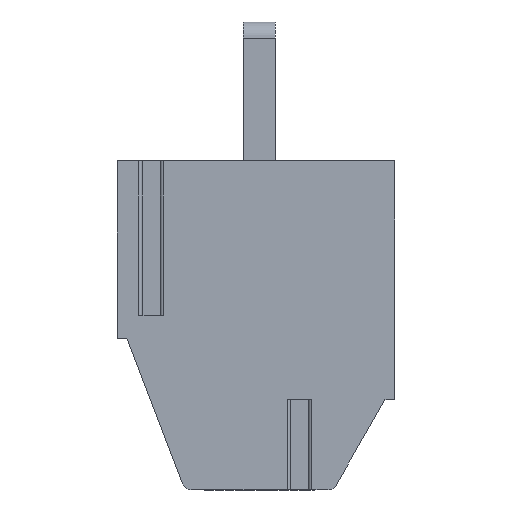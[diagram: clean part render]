
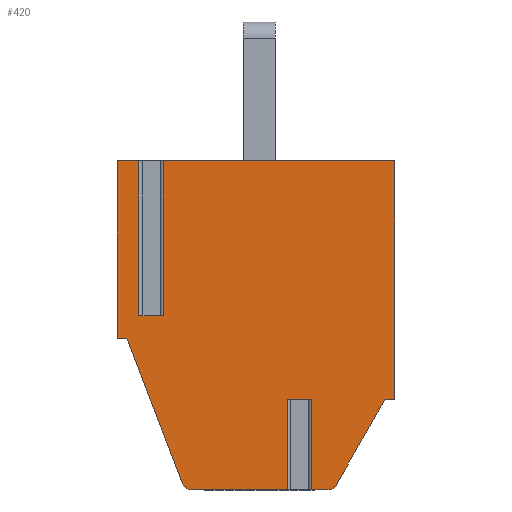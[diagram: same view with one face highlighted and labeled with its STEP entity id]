
A CAD part, front view. The second image highlights one B-rep face of the part: STEP entity #420.
In plain terms, the highlighted planar face has unit normal (0, -1, 0).
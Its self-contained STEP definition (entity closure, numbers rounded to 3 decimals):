
#420 = ADVANCED_FACE( '', ( #985 ), #986, .F. );
#985 = FACE_OUTER_BOUND( '', #1694, .T. );
#986 = PLANE( '', #1695 );
#1694 = EDGE_LOOP( '', ( #2906, #2907, #2908, #2909, #2910, #2911, #2912, #2913, #2914, #2915, #2916, #2917, #2918, #2919, #2920, #2921, #2922, #2923 ) );
#1695 = AXIS2_PLACEMENT_3D( '', #2924, #2925, #2926 );
#2906 = ORIENTED_EDGE( '', *, *, #4633, .T. );
#2907 = ORIENTED_EDGE( '', *, *, #4634, .F. );
#2908 = ORIENTED_EDGE( '', *, *, #4295, .F. );
#2909 = ORIENTED_EDGE( '', *, *, #4635, .F. );
#2910 = ORIENTED_EDGE( '', *, *, #4636, .F. );
#2911 = ORIENTED_EDGE( '', *, *, #4464, .F. );
#2912 = ORIENTED_EDGE( '', *, *, #4274, .T. );
#2913 = ORIENTED_EDGE( '', *, *, #4621, .F. );
#2914 = ORIENTED_EDGE( '', *, *, #4637, .F. );
#2915 = ORIENTED_EDGE( '', *, *, #4364, .T. );
#2916 = ORIENTED_EDGE( '', *, *, #4638, .F. );
#2917 = ORIENTED_EDGE( '', *, *, #4613, .F. );
#2918 = ORIENTED_EDGE( '', *, *, #4233, .T. );
#2919 = ORIENTED_EDGE( '', *, *, #4229, .F. );
#2920 = ORIENTED_EDGE( '', *, *, #4538, .F. );
#2921 = ORIENTED_EDGE( '', *, *, #4639, .F. );
#2922 = ORIENTED_EDGE( '', *, *, #4291, .F. );
#2923 = ORIENTED_EDGE( '', *, *, #4640, .F. );
#2924 = CARTESIAN_POINT( '', ( 177.922, -58.3, -9.9 ) );
#2925 = DIRECTION( '', ( 0., 1., 0. ) );
#2926 = DIRECTION( '', ( -1., 0., 0. ) );
#4229 = EDGE_CURVE( '', #5068, #5063, #5070, .T. );
#4233 = EDGE_CURVE( '', #5073, #5063, #5076, .T. );
#4274 = EDGE_CURVE( '', #5142, #5146, #5148, .T. );
#4291 = EDGE_CURVE( '', #5174, #5176, #5177, .T. );
#4295 = EDGE_CURVE( '', #5182, #5167, #5184, .T. );
#4364 = EDGE_CURVE( '', #5294, #5306, #5308, .T. );
#4464 = EDGE_CURVE( '', #5142, #5476, #5479, .T. );
#4538 = EDGE_CURVE( '', #5594, #5068, #5596, .T. );
#4613 = EDGE_CURVE( '', #5073, #5708, #5709, .T. );
#4621 = EDGE_CURVE( '', #5722, #5146, #5724, .T. );
#4633 = EDGE_CURVE( '', #5741, #5742, #5743, .T. );
#4634 = EDGE_CURVE( '', #5167, #5742, #5744, .T. );
#4635 = EDGE_CURVE( '', #5745, #5182, #5746, .T. );
#4636 = EDGE_CURVE( '', #5476, #5745, #5747, .T. );
#4637 = EDGE_CURVE( '', #5294, #5722, #5748, .T. );
#4638 = EDGE_CURVE( '', #5708, #5306, #5749, .F. );
#4639 = EDGE_CURVE( '', #5176, #5594, #5750, .T. );
#4640 = EDGE_CURVE( '', #5741, #5174, #5751, .F. );
#5063 = VERTEX_POINT( '', #6290 );
#5068 = VERTEX_POINT( '', #6297 );
#5070 = LINE( '', #6300, #6301 );
#5073 = VERTEX_POINT( '', #6304 );
#5076 = CIRCLE( '', #6308, 0.3 );
#5142 = VERTEX_POINT( '', #6393 );
#5146 = VERTEX_POINT( '', #6398 );
#5148 = CIRCLE( '', #6401, 0.3 );
#5167 = VERTEX_POINT( '', #6425 );
#5174 = VERTEX_POINT( '', #6434 );
#5176 = VERTEX_POINT( '', #6436 );
#5177 = LINE( '', #6437, #6438 );
#5182 = VERTEX_POINT( '', #6445 );
#5184 = LINE( '', #6448, #6449 );
#5294 = VERTEX_POINT( '', #6597 );
#5306 = VERTEX_POINT( '', #6612 );
#5308 = LINE( '', #6614, #6615 );
#5476 = VERTEX_POINT( '', #6852 );
#5479 = LINE( '', #6857, #6858 );
#5594 = VERTEX_POINT( '', #7021 );
#5596 = LINE( '', #7024, #7025 );
#5708 = VERTEX_POINT( '', #7180 );
#5709 = LINE( '', #7181, #7182 );
#5722 = VERTEX_POINT( '', #7198 );
#5724 = LINE( '', #7200, #7201 );
#5741 = VERTEX_POINT( '', #7224 );
#5742 = VERTEX_POINT( '', #7225 );
#5743 = LINE( '', #7226, #7227 );
#5744 = LINE( '', #7228, #7229 );
#5745 = VERTEX_POINT( '', #7230 );
#5746 = LINE( '', #7231, #7232 );
#5747 = LINE( '', #7233, #7234 );
#5748 = LINE( '', #7235, #7236 );
#5749 = LINE( '', #7237, #7238 );
#5750 = LINE( '', #7239, #7240 );
#5751 = LINE( '', #7241, #7242 );
#6290 = CARTESIAN_POINT( '', ( 178.182, -58.3, -10.049 ) );
#6297 = CARTESIAN_POINT( '', ( 179.696, -58.3, -7.4 ) );
#6300 = CARTESIAN_POINT( '', ( 178.182, -58.3, -10.049 ) );
#6301 = VECTOR( '', #7929, 1000. );
#6304 = CARTESIAN_POINT( '', ( 177.922, -58.3, -10.2 ) );
#6308 = AXIS2_PLACEMENT_3D( '', #7934, #7935, #7936 );
#6393 = CARTESIAN_POINT( '', ( 173.422, -58.3, -10.007 ) );
#6398 = CARTESIAN_POINT( '', ( 173.702, -58.3, -10.2 ) );
#6401 = AXIS2_PLACEMENT_3D( '', #7988, #7989, #7990 );
#6425 = CARTESIAN_POINT( '', ( 172.073, -58.3, 0. ) );
#6434 = CARTESIAN_POINT( '', ( 172.827, -58.3, 0. ) );
#6436 = CARTESIAN_POINT( '', ( 180., -58.3, 0. ) );
#6437 = CARTESIAN_POINT( '', ( 180., -58.3, 0. ) );
#6438 = VECTOR( '', #8013, 1000. );
#6445 = CARTESIAN_POINT( '', ( 171.4, -58.3, 0. ) );
#6448 = CARTESIAN_POINT( '', ( 180., -58.3, 0. ) );
#6449 = VECTOR( '', #8017, 1000. );
#6597 = CARTESIAN_POINT( '', ( 176.673, -58.3, -7.4 ) );
#6612 = CARTESIAN_POINT( '', ( 177.427, -58.3, -7.4 ) );
#6614 = CARTESIAN_POINT( '', ( 182.472, -58.3, -7.4 ) );
#6615 = VECTOR( '', #8107, 1000. );
#6852 = CARTESIAN_POINT( '', ( 171.7, -58.3, -5.5 ) );
#6857 = CARTESIAN_POINT( '', ( 171.7, -58.3, -5.5 ) );
#6858 = VECTOR( '', #8212, 1000. );
#7021 = CARTESIAN_POINT( '', ( 180., -58.3, -7.4 ) );
#7024 = CARTESIAN_POINT( '', ( 179.696, -58.3, -7.4 ) );
#7025 = VECTOR( '', #8286, 1000. );
#7180 = CARTESIAN_POINT( '', ( 177.427, -58.3, -10.2 ) );
#7181 = CARTESIAN_POINT( '', ( 173.702, -58.3, -10.2 ) );
#7182 = VECTOR( '', #8369, 1000. );
#7198 = CARTESIAN_POINT( '', ( 176.673, -58.3, -10.2 ) );
#7200 = CARTESIAN_POINT( '', ( 173.702, -58.3, -10.2 ) );
#7201 = VECTOR( '', #8385, 1000. );
#7224 = CARTESIAN_POINT( '', ( 172.827, -58.3, -4.8 ) );
#7225 = CARTESIAN_POINT( '', ( 172.073, -58.3, -4.8 ) );
#7226 = CARTESIAN_POINT( '', ( 172.246, -58.3, -4.8 ) );
#7227 = VECTOR( '', #8398, 1000. );
#7228 = CARTESIAN_POINT( '', ( 172.073, -58.3, -4.8 ) );
#7229 = VECTOR( '', #8399, 1000. );
#7230 = CARTESIAN_POINT( '', ( 171.4, -58.3, -5.5 ) );
#7231 = CARTESIAN_POINT( '', ( 171.4, -58.3, 0. ) );
#7232 = VECTOR( '', #8400, 1000. );
#7233 = CARTESIAN_POINT( '', ( 171.4, -58.3, -5.5 ) );
#7234 = VECTOR( '', #8401, 1000. );
#7235 = CARTESIAN_POINT( '', ( 176.673, -58.3, -10.2 ) );
#7236 = VECTOR( '', #8402, 1000. );
#7237 = CARTESIAN_POINT( '', ( 177.427, -58.3, -5.4 ) );
#7238 = VECTOR( '', #8403, 1000. );
#7239 = CARTESIAN_POINT( '', ( 180., -58.3, -0.7 ) );
#7240 = VECTOR( '', #8404, 1000. );
#7241 = CARTESIAN_POINT( '', ( 172.827, -58.3, 0. ) );
#7242 = VECTOR( '', #8405, 1000. );
#7929 = DIRECTION( '', ( -0.496, 0., -0.868 ) );
#7934 = CARTESIAN_POINT( '', ( 177.922, -58.3, -9.9 ) );
#7935 = DIRECTION( '', ( 0., -1., 0. ) );
#7936 = DIRECTION( '', ( 1., 0., 0. ) );
#7988 = CARTESIAN_POINT( '', ( 173.702, -58.3, -9.9 ) );
#7989 = DIRECTION( '', ( 0., -1., 0. ) );
#7990 = DIRECTION( '', ( 1., 0., 0. ) );
#8013 = DIRECTION( '', ( 1., 0., 0. ) );
#8017 = DIRECTION( '', ( 1., 0., 0. ) );
#8107 = DIRECTION( '', ( 1., 0., 0. ) );
#8212 = DIRECTION( '', ( -0.357, 0., 0.934 ) );
#8286 = DIRECTION( '', ( -1., 0., 0. ) );
#8369 = DIRECTION( '', ( -1., 0., 0. ) );
#8385 = DIRECTION( '', ( -1., 0., 0. ) );
#8398 = DIRECTION( '', ( -1., 0., 0. ) );
#8399 = DIRECTION( '', ( 0., 0., -1. ) );
#8400 = DIRECTION( '', ( 0., 0., 1. ) );
#8401 = DIRECTION( '', ( -1., 0., 0. ) );
#8402 = DIRECTION( '', ( 0., 0., -1. ) );
#8403 = DIRECTION( '', ( 0., 0., -1. ) );
#8404 = DIRECTION( '', ( 0., 0., -1. ) );
#8405 = DIRECTION( '', ( 0., 0., -1. ) );
